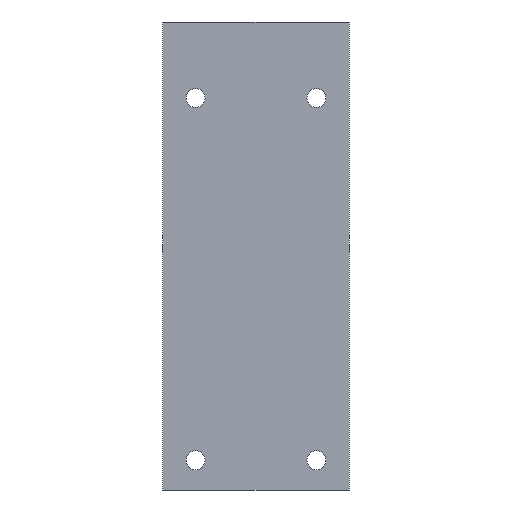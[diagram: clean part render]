
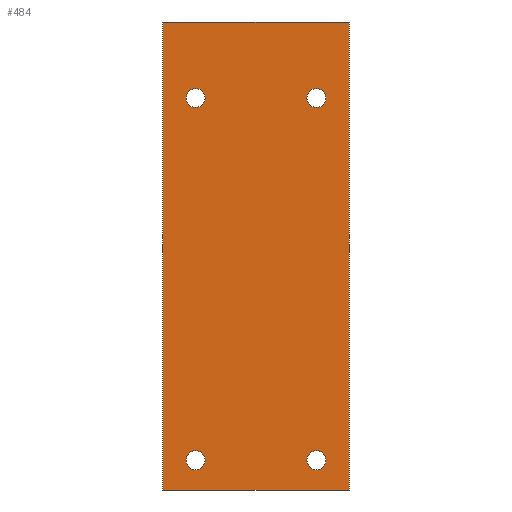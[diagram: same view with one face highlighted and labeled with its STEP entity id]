
A CAD part, front view. The second image highlights one B-rep face of the part: STEP entity #484.
In plain terms, the highlighted planar face has unit normal (0, -1, 0).
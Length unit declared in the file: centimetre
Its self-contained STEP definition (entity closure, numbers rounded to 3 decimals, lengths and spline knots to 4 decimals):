
#7 = VERTEX_POINT ( 'NONE', #203 ) ;
#9 = DIRECTION ( 'NONE',  ( -1., 0., 0. ) ) ;
#20 = CARTESIAN_POINT ( 'NONE',  ( 0.9525, -0.3, -3.2225 ) ) ;
#25 = EDGE_CURVE ( 'NONE', #189, #328, #572, .T. ) ;
#35 = EDGE_CURVE ( 'NONE', #237, #81, #37, .T. ) ;
#36 = CIRCLE ( 'NONE', #509, 0.15 ) ;
#37 = CIRCLE ( 'NONE', #239, 0.15 ) ;
#40 = EDGE_CURVE ( 'NONE', #445, #583, #194, .T. ) ;
#44 = DIRECTION ( 'NONE',  ( 0., 0., 1. ) ) ;
#45 = ORIENTED_EDGE ( 'NONE', *, *, #126, .T. ) ;
#49 = ORIENTED_EDGE ( 'NONE', *, *, #590, .F. ) ;
#50 = CARTESIAN_POINT ( 'NONE',  ( 0.9525, -0.3, -3.0725 ) ) ;
#51 = EDGE_LOOP ( 'NONE', ( #558, #339 ) ) ;
#68 = VECTOR ( 'NONE', #217, 100. ) ;
#72 = CARTESIAN_POINT ( 'NONE',  ( -0.9525, -0.3, -3.3725 ) ) ;
#74 = DIRECTION ( 'NONE',  ( 0., 1., 0. ) ) ;
#81 = VERTEX_POINT ( 'NONE', #589 ) ;
#84 = AXIS2_PLACEMENT_3D ( 'NONE', #504, #74, #130 ) ;
#101 = EDGE_LOOP ( 'NONE', ( #263, #511 ) ) ;
#105 = CIRCLE ( 'NONE', #497, 0.15 ) ;
#107 = CARTESIAN_POINT ( 'NONE',  ( 1.47, -0.3, 0. ) ) ;
#114 = EDGE_LOOP ( 'NONE', ( #131, #381 ) ) ;
#117 = DIRECTION ( 'NONE',  ( 0., 0., 1. ) ) ;
#123 = VECTOR ( 'NONE', #522, 100. ) ;
#126 = EDGE_CURVE ( 'NONE', #418, #564, #462, .T. ) ;
#130 = DIRECTION ( 'NONE',  ( 0., 0., 1. ) ) ;
#131 = ORIENTED_EDGE ( 'NONE', *, *, #573, .T. ) ;
#134 = DIRECTION ( 'NONE',  ( 0., 1., 0. ) ) ;
#148 = FACE_BOUND ( 'NONE', #114, .T. ) ;
#159 = LINE ( 'NONE', #449, #520 ) ;
#160 = DIRECTION ( 'NONE',  ( 0., 1., 0. ) ) ;
#178 = ORIENTED_EDGE ( 'NONE', *, *, #25, .T. ) ;
#180 = CARTESIAN_POINT ( 'NONE',  ( -1.47, -0.3, -3.6925 ) ) ;
#182 = AXIS2_PLACEMENT_3D ( 'NONE', #20, #160, #595 ) ;
#188 = DIRECTION ( 'NONE',  ( 0., 0., 1. ) ) ;
#189 = VERTEX_POINT ( 'NONE', #615 ) ;
#192 = CARTESIAN_POINT ( 'NONE',  ( 0.9525, -0.3, -3.2225 ) ) ;
#194 = CIRCLE ( 'NONE', #271, 0.15 ) ;
#198 = CARTESIAN_POINT ( 'NONE',  ( 1.47, -0.3, -3.6925 ) ) ;
#200 = DIRECTION ( 'NONE',  ( 0., 0., 1. ) ) ;
#203 = CARTESIAN_POINT ( 'NONE',  ( -0.9525, -0.3, 2.6425 ) ) ;
#217 = DIRECTION ( 'NONE',  ( -1., 0., 0. ) ) ;
#237 = VERTEX_POINT ( 'NONE', #72 ) ;
#239 = AXIS2_PLACEMENT_3D ( 'NONE', #358, #552, #117 ) ;
#241 = EDGE_CURVE ( 'NONE', #583, #445, #333, .T. ) ;
#254 = DIRECTION ( 'NONE',  ( 0., 0., 1. ) ) ;
#261 = VECTOR ( 'NONE', #596, 100. ) ;
#263 = ORIENTED_EDGE ( 'NONE', *, *, #241, .T. ) ;
#268 = VERTEX_POINT ( 'NONE', #619 ) ;
#271 = AXIS2_PLACEMENT_3D ( 'NONE', #545, #503, #200 ) ;
#275 = PLANE ( 'NONE',  #356 ) ;
#285 = DIRECTION ( 'NONE',  ( 0., 0., 1. ) ) ;
#288 = FACE_OUTER_BOUND ( 'NONE', #461, .T. ) ;
#296 = CARTESIAN_POINT ( 'NONE',  ( 0.9525, -0.3, 2.6425 ) ) ;
#315 = EDGE_CURVE ( 'NONE', #564, #332, #617, .T. ) ;
#319 = CARTESIAN_POINT ( 'NONE',  ( 0., -0.3, 3.6925 ) ) ;
#324 = CARTESIAN_POINT ( 'NONE',  ( -0.9525, -0.3, 2.4925 ) ) ;
#328 = VERTEX_POINT ( 'NONE', #50 ) ;
#331 = CARTESIAN_POINT ( 'NONE',  ( 0., -0.3, 0. ) ) ;
#332 = VERTEX_POINT ( 'NONE', #180 ) ;
#333 = CIRCLE ( 'NONE', #84, 0.15 ) ;
#337 = EDGE_CURVE ( 'NONE', #81, #237, #408, .T. ) ;
#339 = ORIENTED_EDGE ( 'NONE', *, *, #35, .T. ) ;
#340 = DIRECTION ( 'NONE',  ( 0., 1., 0. ) ) ;
#343 = AXIS2_PLACEMENT_3D ( 'NONE', #433, #481, #188 ) ;
#347 = EDGE_CURVE ( 'NONE', #268, #7, #36, .T. ) ;
#349 = CARTESIAN_POINT ( 'NONE',  ( -0.9525, -0.3, 2.4925 ) ) ;
#356 = AXIS2_PLACEMENT_3D ( 'NONE', #331, #470, #44 ) ;
#358 = CARTESIAN_POINT ( 'NONE',  ( -0.9525, -0.3, -3.2225 ) ) ;
#380 = DIRECTION ( 'NONE',  ( 0., 1., 0. ) ) ;
#381 = ORIENTED_EDGE ( 'NONE', *, *, #347, .T. ) ;
#383 = FACE_BOUND ( 'NONE', #51, .T. ) ;
#395 = EDGE_CURVE ( 'NONE', #328, #189, #601, .T. ) ;
#396 = CARTESIAN_POINT ( 'NONE',  ( 1.47, -0.3, 3.6925 ) ) ;
#403 = LINE ( 'NONE', #107, #261 ) ;
#408 = CIRCLE ( 'NONE', #343, 0.15 ) ;
#418 = VERTEX_POINT ( 'NONE', #396 ) ;
#432 = ORIENTED_EDGE ( 'NONE', *, *, #554, .F. ) ;
#433 = CARTESIAN_POINT ( 'NONE',  ( -0.9525, -0.3, -3.2225 ) ) ;
#445 = VERTEX_POINT ( 'NONE', #529 ) ;
#449 = CARTESIAN_POINT ( 'NONE',  ( 0., -0.3, -3.6925 ) ) ;
#461 = EDGE_LOOP ( 'NONE', ( #45, #527, #49, #432 ) ) ;
#462 = LINE ( 'NONE', #319, #68 ) ;
#465 = CARTESIAN_POINT ( 'NONE',  ( -1.47, -0.3, 0. ) ) ;
#469 = DIRECTION ( 'NONE',  ( 0., 0., 1. ) ) ;
#470 = DIRECTION ( 'NONE',  ( 0., 1., 0. ) ) ;
#471 = EDGE_LOOP ( 'NONE', ( #625, #178 ) ) ;
#474 = AXIS2_PLACEMENT_3D ( 'NONE', #192, #134, #285 ) ;
#481 = DIRECTION ( 'NONE',  ( 0., 1., 0. ) ) ;
#484 = ADVANCED_FACE ( 'NONE', ( #526, #148, #383, #585, #288 ), #275, .F. ) ;
#497 = AXIS2_PLACEMENT_3D ( 'NONE', #349, #340, #254 ) ;
#503 = DIRECTION ( 'NONE',  ( 0., 1., 0. ) ) ;
#504 = CARTESIAN_POINT ( 'NONE',  ( 0.9525, -0.3, 2.4925 ) ) ;
#506 = VERTEX_POINT ( 'NONE', #198 ) ;
#509 = AXIS2_PLACEMENT_3D ( 'NONE', #324, #380, #469 ) ;
#511 = ORIENTED_EDGE ( 'NONE', *, *, #40, .T. ) ;
#520 = VECTOR ( 'NONE', #9, 100. ) ;
#522 = DIRECTION ( 'NONE',  ( 0., 0., -1. ) ) ;
#526 = FACE_BOUND ( 'NONE', #101, .T. ) ;
#527 = ORIENTED_EDGE ( 'NONE', *, *, #315, .T. ) ;
#529 = CARTESIAN_POINT ( 'NONE',  ( 0.9525, -0.3, 2.3425 ) ) ;
#545 = CARTESIAN_POINT ( 'NONE',  ( 0.9525, -0.3, 2.4925 ) ) ;
#547 = CARTESIAN_POINT ( 'NONE',  ( -1.47, -0.3, 3.6925 ) ) ;
#552 = DIRECTION ( 'NONE',  ( 0., 1., 0. ) ) ;
#554 = EDGE_CURVE ( 'NONE', #418, #506, #403, .T. ) ;
#558 = ORIENTED_EDGE ( 'NONE', *, *, #337, .T. ) ;
#564 = VERTEX_POINT ( 'NONE', #547 ) ;
#572 = CIRCLE ( 'NONE', #182, 0.15 ) ;
#573 = EDGE_CURVE ( 'NONE', #7, #268, #105, .T. ) ;
#583 = VERTEX_POINT ( 'NONE', #296 ) ;
#585 = FACE_BOUND ( 'NONE', #471, .T. ) ;
#589 = CARTESIAN_POINT ( 'NONE',  ( -0.9525, -0.3, -3.0725 ) ) ;
#590 = EDGE_CURVE ( 'NONE', #506, #332, #159, .T. ) ;
#595 = DIRECTION ( 'NONE',  ( 0., 0., 1. ) ) ;
#596 = DIRECTION ( 'NONE',  ( 0., 0., -1. ) ) ;
#601 = CIRCLE ( 'NONE', #474, 0.15 ) ;
#615 = CARTESIAN_POINT ( 'NONE',  ( 0.9525, -0.3, -3.3725 ) ) ;
#617 = LINE ( 'NONE', #465, #123 ) ;
#619 = CARTESIAN_POINT ( 'NONE',  ( -0.9525, -0.3, 2.3425 ) ) ;
#625 = ORIENTED_EDGE ( 'NONE', *, *, #395, .T. ) ;
